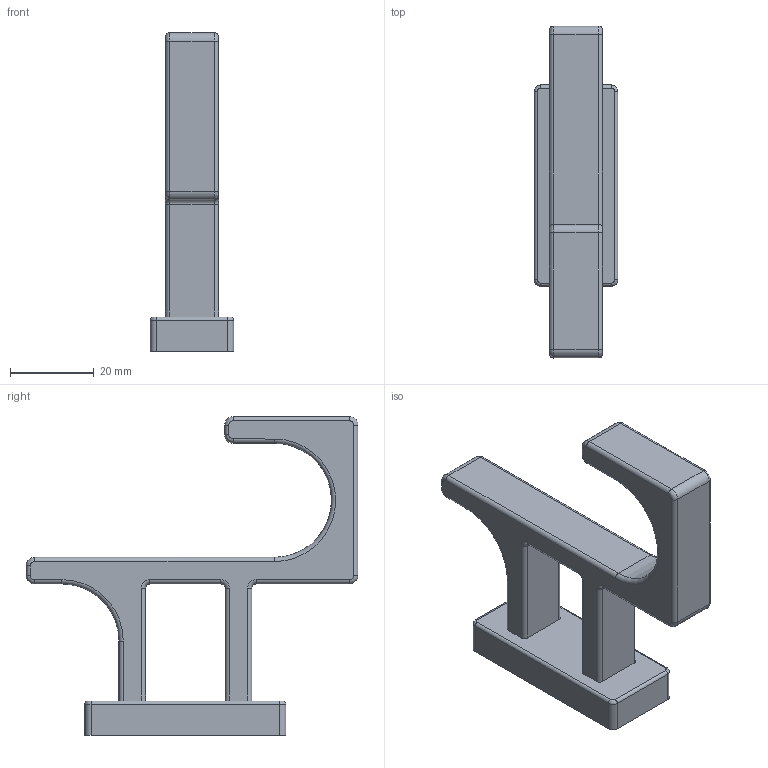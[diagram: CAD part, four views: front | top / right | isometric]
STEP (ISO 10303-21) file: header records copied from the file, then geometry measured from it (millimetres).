
FILE_DESCRIPTION((''),'2;1');
FILE_NAME('3010','2022-06-28T08:42:07',('rsmith'),(''),'CREO PARAMETRIC BY PTC INC, 2019352','CREO PARAMETRIC BY PTC INC, 2019352','');
FILE_SCHEMA(('CONFIG_CONTROL_DESIGN'));
Length unit declared in the file: inch
Products named in the file (1): 3010
Bounding box: 19.99 x 79.38 x 76.2 mm (x, y, z)
Volume: 24856.5 mm3; surface area: 9831.3 mm2
Topology: 1 solids, 1 shells, 92 faces, 218 edges, 128 vertices
Faces by surface type: cylinder 45, plane 21, bspline 13, torus 13
Entity records: 2829 total; most frequent: CARTESIAN_POINT 633, DIRECTION 492, ORIENTED_EDGE 436, EDGE_CURVE 218, AXIS2_PLACEMENT_3D 195, VERTEX_POINT 128, CIRCLE 116, VECTOR 102
